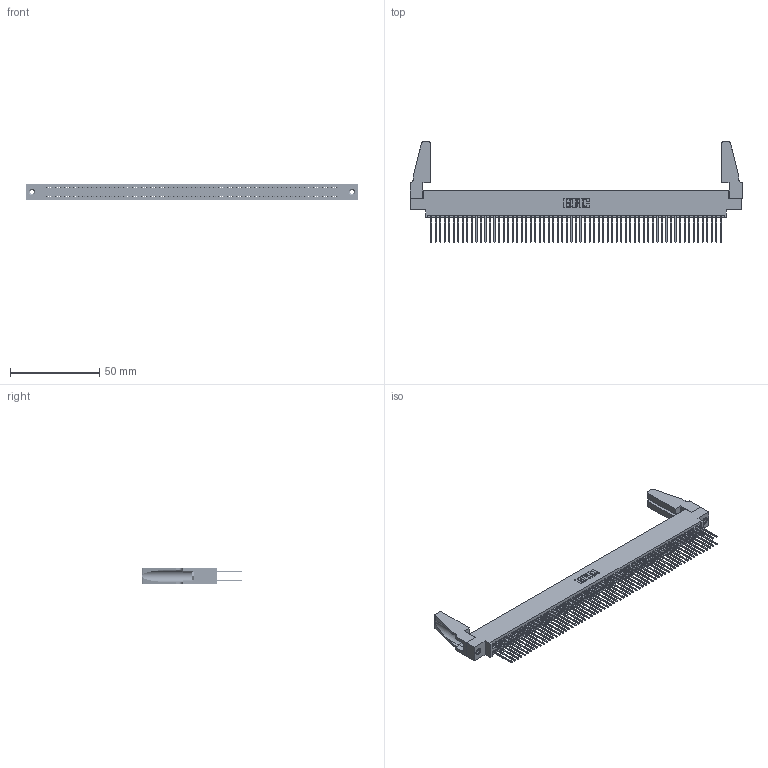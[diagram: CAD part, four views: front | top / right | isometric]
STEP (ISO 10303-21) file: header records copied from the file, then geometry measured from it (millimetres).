
FILE_DESCRIPTION (( 'STEP AP203' ), '1' );
FILE_NAME ('395-130-540-888.STEP', '2019-10-28T23:00:14', ( '' ), ( '' ), 'SwSTEP 2.0', 'SolidWorks 2016', '' );
FILE_SCHEMA (( 'CONFIG_CONTROL_DESIGN' ));
Length unit declared in the file: inch
Products named in the file (5): 345 Part_0.170 Offset - 0.156 Dia-TH; 345-292-001_345-293-140; 345-250-001_345-250-001-102; 345-220-078_345-220-088; 395-130-540-888
Assembly tree (135 placements, depth 2):
  395-130-540-888
    345 Part_0.170 Offset - 0.156 Dia-TH
    345-292-001_345-293-140  x130
    345-250-001_345-250-001-102  x2
    345-220-078_345-220-088  x2
Bounding box: 186.33 x 56.31 x 9.4 mm (x, y, z)
Volume: 21946.1 mm3; surface area: 33629.8 mm2
Topology: 135 solids, 135 shells, 6754 faces, 20037 edges, 13174 vertices
Faces by surface type: plane 4446, cylinder 2292, cone 12, torus 4
Entity records: 50202 total; most frequent: CARTESIAN_POINT 8390, ORIENTED_EDGE 8284, DIRECTION 7374, EDGE_CURVE 4142, LINE 3708, VECTOR 3708, VERTEX_POINT 2754, AXIS2_PLACEMENT_3D 1833
